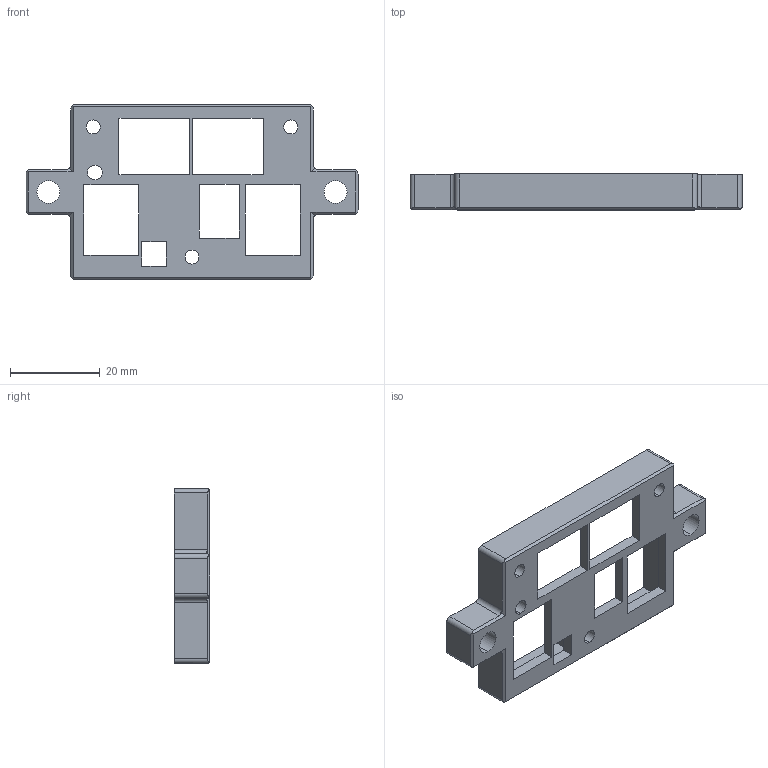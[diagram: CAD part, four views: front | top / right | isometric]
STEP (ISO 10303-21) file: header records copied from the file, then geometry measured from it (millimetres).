
FILE_DESCRIPTION (( 'STEP AP214' ), '1' );
FILE_NAME ('Top for Debug.STEP', '2023-01-06T21:12:48', ( '' ), ( '' ), 'SwSTEP 2.0', 'SolidWorks 2022', '' );
FILE_SCHEMA (( 'AUTOMOTIVE_DESIGN' ));
Length unit declared in the file: millimetre
Products named in the file (1): Top for Debug
Bounding box: 74 x 8 x 39 mm (x, y, z)
Volume: 6090 mm3; surface area: 7044.9 mm2
Topology: 1 solids, 1 shells, 128 faces, 360 edges, 240 vertices
Faces by surface type: plane 92, cylinder 36
Entity records: 4190 total; most frequent: CARTESIAN_POINT 801, ORIENTED_EDGE 720, DIRECTION 658, EDGE_CURVE 360, LINE 272, VECTOR 272, VERTEX_POINT 240, AXIS2_PLACEMENT_3D 193
